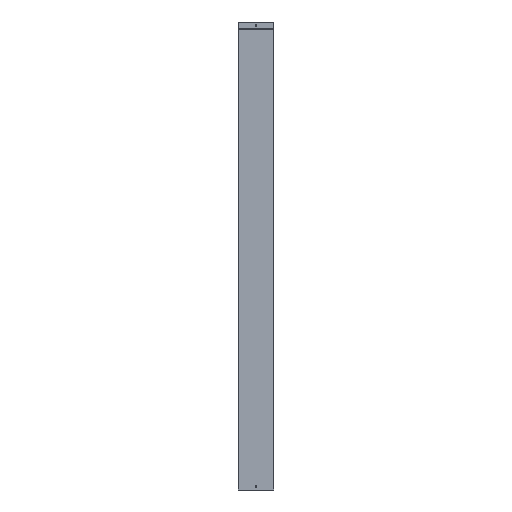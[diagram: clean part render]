
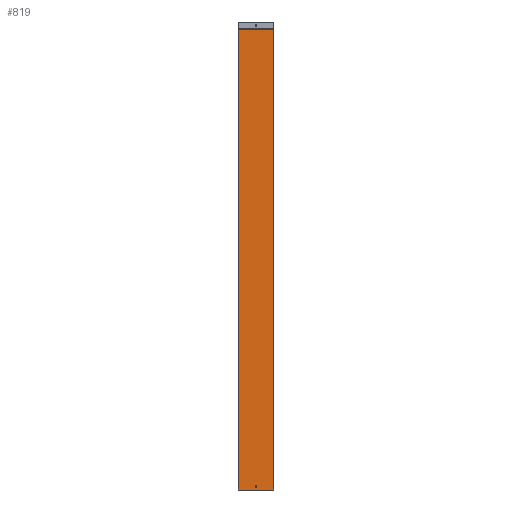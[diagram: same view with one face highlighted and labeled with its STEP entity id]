
A CAD part, front view. The second image highlights one B-rep face of the part: STEP entity #819.
In plain terms, the highlighted planar face has unit normal (0, -1, 0).
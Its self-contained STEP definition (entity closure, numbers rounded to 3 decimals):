
#59 = AXIS2_PLACEMENT_3D ( 'NONE', #844, #860, #859 ) ;
#109 = EDGE_CURVE ( 'NONE', #700, #682, #544, .T. ) ;
#118 = EDGE_CURVE ( 'NONE', #702, #709, #491, .T. ) ;
#120 = EDGE_CURVE ( 'NONE', #429, #429, #487, .T. ) ;
#121 = EDGE_CURVE ( 'NONE', #709, #682, #484, .T. ) ;
#122 = EDGE_CURVE ( 'NONE', #702, #700, #485, .T. ) ;
#164 = AXIS2_PLACEMENT_3D ( 'NONE', #341, #350, #351 ) ;
#205 = CARTESIAN_POINT ( 'NONE',  ( 75., 0., 1969. ) ) ;
#278 = DIRECTION ( 'NONE',  ( 0., 0., -1. ) ) ;
#279 = CARTESIAN_POINT ( 'NONE',  ( -75., 0., 1969. ) ) ;
#280 = CARTESIAN_POINT ( 'NONE',  ( -75., 0., 1969. ) ) ;
#284 = CARTESIAN_POINT ( 'NONE',  ( -75., 0., 0. ) ) ;
#289 = DIRECTION ( 'NONE',  ( 0., 0., -1. ) ) ;
#341 = CARTESIAN_POINT ( 'NONE',  ( -75., 0., 1969. ) ) ;
#345 = PLANE ( 'NONE',  #164 ) ;
#350 = DIRECTION ( 'NONE',  ( 0., 1., 0. ) ) ;
#351 = DIRECTION ( 'NONE',  ( 0., 0., 1. ) ) ;
#361 = CARTESIAN_POINT ( 'NONE',  ( 0., 0., 17.5 ) ) ;
#401 = CARTESIAN_POINT ( 'NONE',  ( 75., 0., 1969. ) ) ;
#417 = CARTESIAN_POINT ( 'NONE',  ( -75., 0., 0. ) ) ;
#425 = CARTESIAN_POINT ( 'NONE',  ( -75., 0., 1969. ) ) ;
#429 = VERTEX_POINT ( 'NONE', #361 ) ;
#435 = FACE_OUTER_BOUND ( 'NONE', #797, .T. ) ;
#438 = FACE_BOUND ( 'NONE', #779, .T. ) ;
#482 = VECTOR ( 'NONE', #858, 1000. ) ;
#483 = VECTOR ( 'NONE', #856, 1000. ) ;
#484 = LINE ( 'NONE', #284, #482 ) ;
#485 = LINE ( 'NONE', #279, #483 ) ;
#487 = CIRCLE ( 'NONE', #59, 2.5 ) ;
#488 = VECTOR ( 'NONE', #278, 1000. ) ;
#491 = LINE ( 'NONE', #280, #488 ) ;
#505 = VECTOR ( 'NONE', #289, 1000. ) ;
#544 = LINE ( 'NONE', #205, #505 ) ;
#682 = VERTEX_POINT ( 'NONE', #874 ) ;
#700 = VERTEX_POINT ( 'NONE', #401 ) ;
#702 = VERTEX_POINT ( 'NONE', #425 ) ;
#709 = VERTEX_POINT ( 'NONE', #417 ) ;
#751 = ORIENTED_EDGE ( 'NONE', *, *, #120, .F. ) ;
#754 = ORIENTED_EDGE ( 'NONE', *, *, #121, .T. ) ;
#755 = ORIENTED_EDGE ( 'NONE', *, *, #109, .F. ) ;
#756 = ORIENTED_EDGE ( 'NONE', *, *, #122, .F. ) ;
#757 = ORIENTED_EDGE ( 'NONE', *, *, #118, .T. ) ;
#779 = EDGE_LOOP ( 'NONE', ( #751 ) ) ;
#797 = EDGE_LOOP ( 'NONE', ( #754, #755, #756, #757 ) ) ;
#819 = ADVANCED_FACE ( 'NONE', ( #438, #435 ), #345, .F. ) ;
#844 = CARTESIAN_POINT ( 'NONE',  ( 0., 0., 15. ) ) ;
#856 = DIRECTION ( 'NONE',  ( 1., 0., 0. ) ) ;
#858 = DIRECTION ( 'NONE',  ( 1., 0., 0. ) ) ;
#859 = DIRECTION ( 'NONE',  ( 0., 0., 1. ) ) ;
#860 = DIRECTION ( 'NONE',  ( 0., -1., 0. ) ) ;
#874 = CARTESIAN_POINT ( 'NONE',  ( 75., 0., 0. ) ) ;
